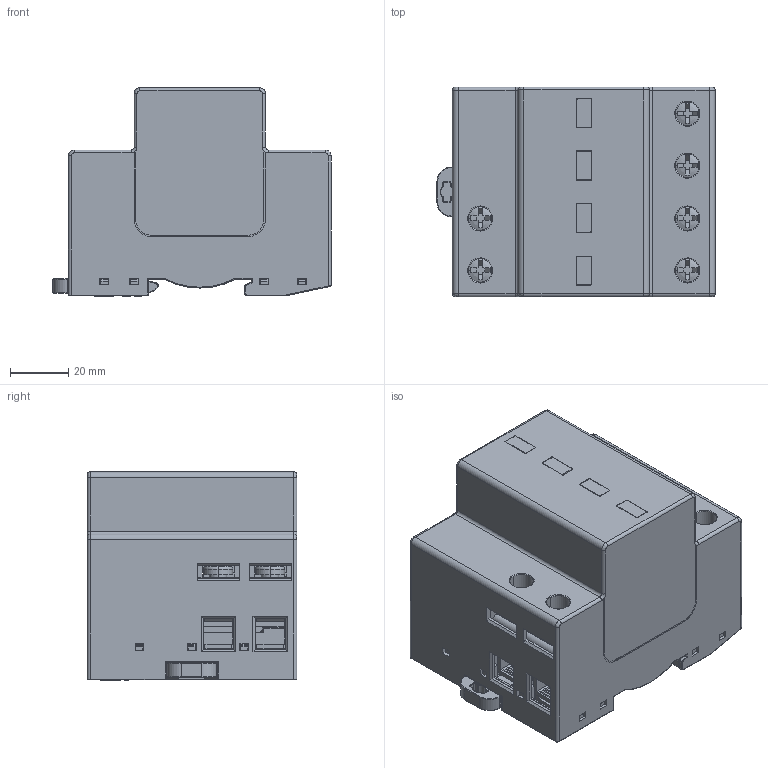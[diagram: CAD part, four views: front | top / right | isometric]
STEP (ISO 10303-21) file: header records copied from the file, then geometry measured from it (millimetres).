
FILE_DESCRIPTION((''),'2;1');
FILE_NAME('560027_PROBLOC_B_50_4P0_275_ASM','2019-08-12T14:42:38',('Sebastjan.kamensek'),('Audax d.o.o.'),'CREO PARAMETRIC BY PTC INC, 2017260','CREO PARAMETRIC BY PTC INC, 2017260','');
FILE_SCHEMA(('AP242_MANAGED_MODEL_BASED_3D_ENGINEERING_MIM_LF { 1 0 10303 442 1 1 4 }'));
Products named in the file (20): LECKA_BUHTEL; 560000114_NOSILEC_KONT_125KA_L; ODKL_KONT_125KA_L_SES_ASM; 505-500-140-NOSILEC-KABLA_8_N; 521000502_VIJAK_M6X12; 560000113_ODK_125_1TE_L_SES__ASM; 5620_125_SKLOP_PRBLB_125KA_L_ASM; 560000116_NOSILEC_KONT_125_D_; 560000115_ODKL_125_1TE_D_SES_V_ASM; 5620_125_SKLOP_PRBLB_125KA_D_ASM; 560000003_PRBLB_PODN_4TE_4P0; 560000110_PRBLB_KONT_OZEM_4P0; ZASKOCKA_PLASTICNA_V11; VZMET_VSKOCKE; PRBLB_NOS_KON_OZM_4P0_Z_3; PRBLB_KONTAKT_OZEM_Z_4; KONTAKT_OZEMLJ_4TE_SESTAV_ASM_2_ASM; 10_KONTAKT_OZEMLJITVENI__4_0_ASM; 560000016_PRBLB_POKROV_4TE_FLAT; 560027_PROBLOC_B_50_4P0_275_ASM
Assembly tree (31 placements, depth 5):
  560027_PROBLOC_B_50_4P0_275_ASM
    LECKA_BUHTEL  x4
    5620_125_SKLOP_PRBLB_125KA_L_ASM  x2
      560000113_ODK_125_1TE_L_SES__ASM
        ODKL_KONT_125KA_L_SES_ASM
          560000114_NOSILEC_KONT_125KA_L
        505-500-140-NOSILEC-KABLA_8_N
        521000502_VIJAK_M6X12
    5620_125_SKLOP_PRBLB_125KA_D_ASM  x2
      560000115_ODKL_125_1TE_D_SES_V_ASM
        560000116_NOSILEC_KONT_125_D_
        521000502_VIJAK_M6X12
        505-500-140-NOSILEC-KABLA_8_N
    560000003_PRBLB_PODN_4TE_4P0
    560000110_PRBLB_KONT_OZEM_4P0
    505-500-140-NOSILEC-KABLA_8_N  x2
    521000502_VIJAK_M6X12  x2
    ZASKOCKA_PLASTICNA_V11
    VZMET_VSKOCKE
    10_KONTAKT_OZEMLJITVENI__4_0_ASM
      KONTAKT_OZEMLJ_4TE_SESTAV_ASM_2_ASM
        PRBLB_NOS_KON_OZM_4P0_Z_3
        PRBLB_KONTAKT_OZEM_Z_4  x2
    560000016_PRBLB_POKROV_4TE_FLAT
Bounding box: 95.3 x 71.8 x 71.39 mm (x, y, z)
Volume: 111507.1 mm3; surface area: 148950.5 mm2
Topology: 28 solids, 28 shells, 4412 faces, 11369 edges, 6897 vertices
Faces by surface type: plane 2578, cylinder 1276, torus 236, sphere 191, cone 64, bspline 61, extrusion 6
Entity records: 136700 total; most frequent: CARTESIAN_POINT 26345, DIRECTION 17473, ORIENTED_EDGE 17336, PRESENTATION_STYLE_ASSIGNMENT 8680, STYLED_ITEM 8680, CURVE_STYLE 8668, EDGE_CURVE 8668, VECTOR 5863
